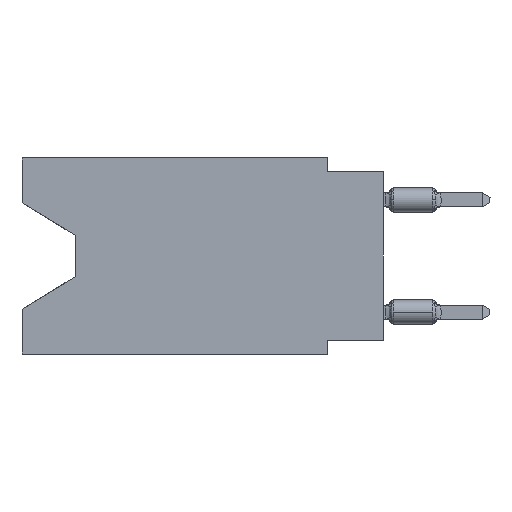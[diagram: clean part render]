
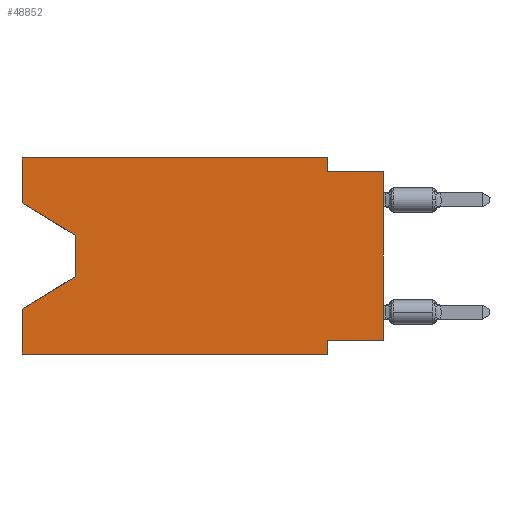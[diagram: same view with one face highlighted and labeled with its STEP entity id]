
A CAD part, left-side view. The second image highlights one B-rep face of the part: STEP entity #48852.
In plain terms, the highlighted planar face has unit normal (-1, 0, 0).
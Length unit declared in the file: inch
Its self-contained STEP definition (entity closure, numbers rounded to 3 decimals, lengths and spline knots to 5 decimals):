
#431 = CARTESIAN_POINT ( 'NONE',  ( 0., 0.1, 0. ) ) ;
#631 = ORIENTED_EDGE ( 'NONE', *, *, #41435, .T. ) ;
#706 = CARTESIAN_POINT ( 'NONE',  ( 0., 0.645, -0.08025 ) ) ;
#1356 = VECTOR ( 'NONE', #21655, 39.37008 ) ;
#1575 = VERTEX_POINT ( 'NONE', #30814 ) ;
#1650 = ORIENTED_EDGE ( 'NONE', *, *, #43173, .F. ) ;
#2830 = CARTESIAN_POINT ( 'NONE',  ( 0., 0.55, -0.138 ) ) ;
#3779 = DIRECTION ( 'NONE',  ( 0., -1., 0. ) ) ;
#4367 = EDGE_CURVE ( 'NONE', #43179, #52738, #4798, .T. ) ;
#4449 = LINE ( 'NONE', #431, #17319 ) ;
#4798 = LINE ( 'NONE', #56678, #43490 ) ;
#5335 = LINE ( 'NONE', #706, #44534 ) ;
#5395 = DIRECTION ( 'NONE',  ( 0., 0., 1. ) ) ;
#5469 = VECTOR ( 'NONE', #56018, 39.37008 ) ;
#5661 = DIRECTION ( 'NONE',  ( 0., 0., -1. ) ) ;
#5840 = EDGE_CURVE ( 'NONE', #15490, #1575, #4449, .T. ) ;
#5956 = EDGE_CURVE ( 'NONE', #18034, #44010, #18946, .T. ) ;
#7155 = DIRECTION ( 'NONE',  ( 0., 0., 1. ) ) ;
#7215 = DIRECTION ( 'NONE',  ( 0., 0., -1. ) ) ;
#7945 = DIRECTION ( 'NONE',  ( 0., 1., 0. ) ) ;
#8566 = CARTESIAN_POINT ( 'NONE',  ( 0., 0., -0.325 ) ) ;
#9039 = ORIENTED_EDGE ( 'NONE', *, *, #22982, .F. ) ;
#9435 = DIRECTION ( 'NONE',  ( 0., 0.855, -0.519 ) ) ;
#10706 = ORIENTED_EDGE ( 'NONE', *, *, #54933, .T. ) ;
#11846 = CARTESIAN_POINT ( 'NONE',  ( 0., 0.645, 0. ) ) ;
#12633 = EDGE_CURVE ( 'NONE', #27308, #18034, #50240, .T. ) ;
#12684 = DIRECTION ( 'NONE',  ( 0., -1., 0. ) ) ;
#12727 = ORIENTED_EDGE ( 'NONE', *, *, #12633, .F. ) ;
#15490 = VERTEX_POINT ( 'NONE', #36799 ) ;
#16736 = ORIENTED_EDGE ( 'NONE', *, *, #5956, .F. ) ;
#16907 = VECTOR ( 'NONE', #37500, 39.37008 ) ;
#17319 = VECTOR ( 'NONE', #5661, 39.37008 ) ;
#17630 = VECTOR ( 'NONE', #5395, 39.37008 ) ;
#18034 = VERTEX_POINT ( 'NONE', #36634 ) ;
#18497 = ORIENTED_EDGE ( 'NONE', *, *, #44621, .F. ) ;
#18685 = LINE ( 'NONE', #56672, #16907 ) ;
#18946 = LINE ( 'NONE', #37773, #5469 ) ;
#19409 = VERTEX_POINT ( 'NONE', #34153 ) ;
#19642 = CARTESIAN_POINT ( 'NONE',  ( 0., 0.645, 0. ) ) ;
#19882 = CARTESIAN_POINT ( 'NONE',  ( 0., 0., 0. ) ) ;
#20609 = VERTEX_POINT ( 'NONE', #22767 ) ;
#21356 = LINE ( 'NONE', #2830, #1356 ) ;
#21466 = VECTOR ( 'NONE', #7945, 39.37008 ) ;
#21518 = EDGE_LOOP ( 'NONE', ( #10706, #29704, #54955, #9039, #34317, #16736, #12727, #631, #18497, #57598, #25925, #1650 ) ) ;
#21655 = DIRECTION ( 'NONE',  ( 0., 0., -1. ) ) ;
#22767 = CARTESIAN_POINT ( 'NONE',  ( 0., 0.645, -0.35 ) ) ;
#22982 = EDGE_CURVE ( 'NONE', #20609, #52738, #37864, .T. ) ;
#24288 = DIRECTION ( 'NONE',  ( 0., 0., 1. ) ) ;
#24681 = VECTOR ( 'NONE', #7155, 39.37008 ) ;
#25925 = ORIENTED_EDGE ( 'NONE', *, *, #29208, .F. ) ;
#26301 = LINE ( 'NONE', #34940, #24681 ) ;
#26400 = VERTEX_POINT ( 'NONE', #50074 ) ;
#27308 = VERTEX_POINT ( 'NONE', #50225 ) ;
#27848 = CARTESIAN_POINT ( 'NONE',  ( 0., 0.645, 0. ) ) ;
#28137 = VERTEX_POINT ( 'NONE', #57666 ) ;
#29208 = EDGE_CURVE ( 'NONE', #19409, #15490, #37098, .T. ) ;
#29697 = VECTOR ( 'NONE', #3779, 39.37008 ) ;
#29704 = ORIENTED_EDGE ( 'NONE', *, *, #33761, .T. ) ;
#30429 = VECTOR ( 'NONE', #24288, 39.37008 ) ;
#30623 = CARTESIAN_POINT ( 'NONE',  ( 0., 0.55, -0.212 ) ) ;
#30814 = CARTESIAN_POINT ( 'NONE',  ( 0., 0.1, -0.025 ) ) ;
#32207 = CARTESIAN_POINT ( 'NONE',  ( 0., 0., -0.025 ) ) ;
#32430 = LINE ( 'NONE', #54989, #52920 ) ;
#33761 = EDGE_CURVE ( 'NONE', #28137, #43179, #21356, .T. ) ;
#34085 = LINE ( 'NONE', #19882, #17630 ) ;
#34153 = CARTESIAN_POINT ( 'NONE',  ( 0., 0.645, 0. ) ) ;
#34317 = ORIENTED_EDGE ( 'NONE', *, *, #39693, .T. ) ;
#34322 = DIRECTION ( 'NONE',  ( 0., -0.855, -0.519 ) ) ;
#34940 = CARTESIAN_POINT ( 'NONE',  ( 0., 0.645, 0. ) ) ;
#35298 = FACE_OUTER_BOUND ( 'NONE', #21518, .T. ) ;
#36634 = CARTESIAN_POINT ( 'NONE',  ( 0., 0.1, -0.325 ) ) ;
#36799 = CARTESIAN_POINT ( 'NONE',  ( 0., 0.1, 0. ) ) ;
#37098 = LINE ( 'NONE', #27848, #29697 ) ;
#37500 = DIRECTION ( 'NONE',  ( 0., -1., 0. ) ) ;
#37773 = CARTESIAN_POINT ( 'NONE',  ( 0., 0.1, -0.35 ) ) ;
#37864 = LINE ( 'NONE', #19642, #30429 ) ;
#39693 = EDGE_CURVE ( 'NONE', #20609, #44010, #32430, .T. ) ;
#40681 = CARTESIAN_POINT ( 'NONE',  ( 0., 0.1, -0.35 ) ) ;
#41435 = EDGE_CURVE ( 'NONE', #27308, #41650, #34085, .T. ) ;
#41650 = VERTEX_POINT ( 'NONE', #32207 ) ;
#43173 = EDGE_CURVE ( 'NONE', #26400, #19409, #26301, .T. ) ;
#43179 = VERTEX_POINT ( 'NONE', #30623 ) ;
#43490 = VECTOR ( 'NONE', #9435, 39.37008 ) ;
#43852 = AXIS2_PLACEMENT_3D ( 'NONE', #11846, #49506, #7215 ) ;
#44010 = VERTEX_POINT ( 'NONE', #40681 ) ;
#44534 = VECTOR ( 'NONE', #34322, 39.37008 ) ;
#44621 = EDGE_CURVE ( 'NONE', #1575, #41650, #18685, .T. ) ;
#48852 = ADVANCED_FACE ( 'NONE', ( #35298 ), #54151, .F. ) ;
#49506 = DIRECTION ( 'NONE',  ( 1., 0., 0. ) ) ;
#50074 = CARTESIAN_POINT ( 'NONE',  ( 0., 0.645, -0.08025 ) ) ;
#50225 = CARTESIAN_POINT ( 'NONE',  ( 0., 0., -0.325 ) ) ;
#50240 = LINE ( 'NONE', #8566, #21466 ) ;
#52738 = VERTEX_POINT ( 'NONE', #56079 ) ;
#52920 = VECTOR ( 'NONE', #12684, 39.37008 ) ;
#54151 = PLANE ( 'NONE',  #43852 ) ;
#54933 = EDGE_CURVE ( 'NONE', #26400, #28137, #5335, .T. ) ;
#54955 = ORIENTED_EDGE ( 'NONE', *, *, #4367, .T. ) ;
#54989 = CARTESIAN_POINT ( 'NONE',  ( 0., 0.645, -0.35 ) ) ;
#56018 = DIRECTION ( 'NONE',  ( 0., 0., -1. ) ) ;
#56079 = CARTESIAN_POINT ( 'NONE',  ( 0., 0.645, -0.26975 ) ) ;
#56672 = CARTESIAN_POINT ( 'NONE',  ( 0., 0., -0.025 ) ) ;
#56678 = CARTESIAN_POINT ( 'NONE',  ( 0., 0.55, -0.212 ) ) ;
#57598 = ORIENTED_EDGE ( 'NONE', *, *, #5840, .F. ) ;
#57666 = CARTESIAN_POINT ( 'NONE',  ( 0., 0.55, -0.138 ) ) ;
